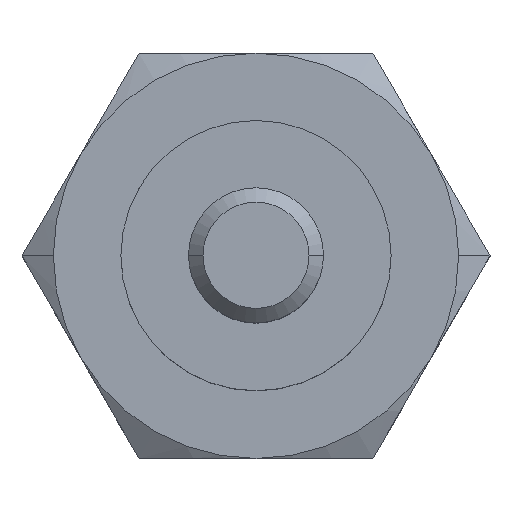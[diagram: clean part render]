
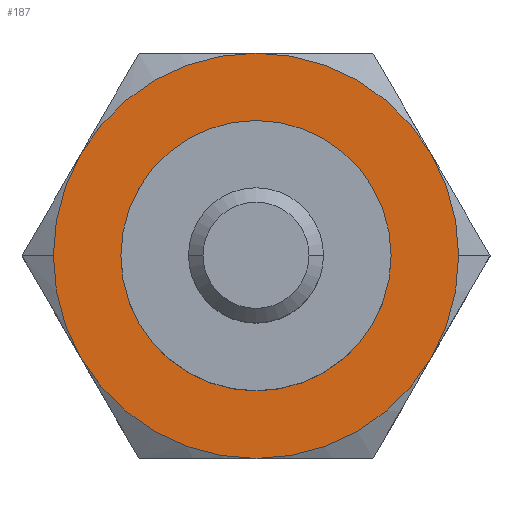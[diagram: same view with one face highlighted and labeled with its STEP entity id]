
A CAD part, top view. The second image highlights one B-rep face of the part: STEP entity #187.
In plain terms, the highlighted planar face has unit normal (0, 0, 1).
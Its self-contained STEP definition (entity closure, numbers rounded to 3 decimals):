
#187=ADVANCED_FACE('',(#368,#369),#370,.T.);
#368=FACE_BOUND('',#543,.T.);
#369=FACE_OUTER_BOUND('',#544,.T.);
#370=PLANE('',#545);
#543=EDGE_LOOP('',(#954,#955));
#544=EDGE_LOOP('',(#956,#957,#958,#959,#960,#961,#962,#963));
#545=AXIS2_PLACEMENT_3D('',#964,#965,#966);
#954=ORIENTED_EDGE('',*,*,#1053,.T.);
#955=ORIENTED_EDGE('',*,*,#1055,.T.);
#956=ORIENTED_EDGE('',*,*,#1110,.T.);
#957=ORIENTED_EDGE('',*,*,#1100,.T.);
#958=ORIENTED_EDGE('',*,*,#1040,.T.);
#959=ORIENTED_EDGE('',*,*,#1098,.T.);
#960=ORIENTED_EDGE('',*,*,#1081,.T.);
#961=ORIENTED_EDGE('',*,*,#1047,.T.);
#962=ORIENTED_EDGE('',*,*,#1067,.T.);
#963=ORIENTED_EDGE('',*,*,#1065,.T.);
#964=CARTESIAN_POINT('',(3.465,0.0,6.0));
#965=DIRECTION('',(0.0,0.,1.0));
#966=DIRECTION('',(-1.0,0.0,0.0));
#1040=EDGE_CURVE('',#1230,#1232,#1234,.T.);
#1047=EDGE_CURVE('',#1246,#1243,#1247,.T.);
#1053=EDGE_CURVE('',#1251,#1255,#1257,.T.);
#1055=EDGE_CURVE('',#1255,#1251,#1259,.T.);
#1065=EDGE_CURVE('',#1266,#1271,#1273,.T.);
#1067=EDGE_CURVE('',#1243,#1266,#1275,.T.);
#1081=EDGE_CURVE('',#1295,#1246,#1296,.T.);
#1098=EDGE_CURVE('',#1232,#1295,#1317,.T.);
#1100=EDGE_CURVE('',#1319,#1230,#1320,.T.);
#1110=EDGE_CURVE('',#1271,#1319,#1330,.T.);
#1230=VERTEX_POINT('',#1482);
#1232=VERTEX_POINT('',#1485);
#1234=CIRCLE('',#1498,6.0);
#1243=VERTEX_POINT('',#1519);
#1246=VERTEX_POINT('',#1523);
#1247=CIRCLE('',#1524,6.0);
#1251=VERTEX_POINT('',#1539);
#1255=VERTEX_POINT('',#1544);
#1257=CIRCLE('',#1547,2.5);
#1259=CIRCLE('',#1549,2.5);
#1266=VERTEX_POINT('',#1568);
#1271=VERTEX_POINT('',#1596);
#1273=CIRCLE('',#1609,6.0);
#1275=CIRCLE('',#1611,6.0);
#1295=VERTEX_POINT('',#1699);
#1296=CIRCLE('',#1700,6.0);
#1317=CIRCLE('',#1800,6.0);
#1319=VERTEX_POINT('',#1802);
#1320=CIRCLE('',#1803,6.0);
#1330=CIRCLE('',#1846,6.0);
#1482=CARTESIAN_POINT('',(-6.0,0.,6.0));
#1485=CARTESIAN_POINT('',(-5.196,-3.0,6.0));
#1498=AXIS2_PLACEMENT_3D('',#1961,#1962,#1963);
#1519=CARTESIAN_POINT('',(6.0,0.,6.0));
#1523=CARTESIAN_POINT('',(5.196,-3.,6.0));
#1524=AXIS2_PLACEMENT_3D('',#1969,#1970,#1971);
#1539=CARTESIAN_POINT('',(2.5,0.0,6.0));
#1544=CARTESIAN_POINT('',(-2.5,0.,6.0));
#1547=AXIS2_PLACEMENT_3D('',#1977,#1978,#1979);
#1549=AXIS2_PLACEMENT_3D('',#1980,#1981,#1982);
#1568=CARTESIAN_POINT('',(5.196,3.0,6.0));
#1596=CARTESIAN_POINT('',(0.0,6.0,6.0));
#1609=AXIS2_PLACEMENT_3D('',#1988,#1989,#1990);
#1611=AXIS2_PLACEMENT_3D('',#1991,#1992,#1993);
#1699=CARTESIAN_POINT('',(0.,-6.0,6.0));
#1700=AXIS2_PLACEMENT_3D('',#1999,#2000,#2001);
#1800=AXIS2_PLACEMENT_3D('',#2010,#2011,#2012);
#1802=CARTESIAN_POINT('',(-5.196,3.0,6.0));
#1803=AXIS2_PLACEMENT_3D('',#2013,#2014,#2015);
#1846=AXIS2_PLACEMENT_3D('',#2022,#2023,#2024);
#1961=CARTESIAN_POINT('',(0.0,0.0,6.0));
#1962=DIRECTION('',(-0.0,0.,1.0));
#1963=DIRECTION('',(1.0,0.0,0.0));
#1969=CARTESIAN_POINT('',(0.0,0.0,6.0));
#1970=DIRECTION('',(-0.0,0.,1.0));
#1971=DIRECTION('',(1.0,0.0,0.0));
#1977=CARTESIAN_POINT('',(0.0,0.0,6.0));
#1978=DIRECTION('',(0.0,0.,-1.0));
#1979=DIRECTION('',(1.0,0.0,0.0));
#1980=CARTESIAN_POINT('',(0.0,0.0,6.0));
#1981=DIRECTION('',(0.0,0.,-1.0));
#1982=DIRECTION('',(1.0,0.0,0.0));
#1988=CARTESIAN_POINT('',(0.0,0.0,6.0));
#1989=DIRECTION('',(-0.0,0.,1.0));
#1990=DIRECTION('',(1.0,0.0,0.0));
#1991=CARTESIAN_POINT('',(0.0,0.0,6.0));
#1992=DIRECTION('',(-0.0,0.,1.0));
#1993=DIRECTION('',(1.0,0.0,0.0));
#1999=CARTESIAN_POINT('',(0.0,0.0,6.0));
#2000=DIRECTION('',(-0.0,0.,1.0));
#2001=DIRECTION('',(1.0,0.0,0.0));
#2010=CARTESIAN_POINT('',(0.0,0.0,6.0));
#2011=DIRECTION('',(-0.0,0.,1.0));
#2012=DIRECTION('',(1.0,0.0,0.0));
#2013=CARTESIAN_POINT('',(0.0,0.0,6.0));
#2014=DIRECTION('',(-0.0,0.,1.0));
#2015=DIRECTION('',(1.0,0.0,0.0));
#2022=CARTESIAN_POINT('',(0.0,0.0,6.0));
#2023=DIRECTION('',(-0.0,0.,1.0));
#2024=DIRECTION('',(1.0,0.0,0.0));
